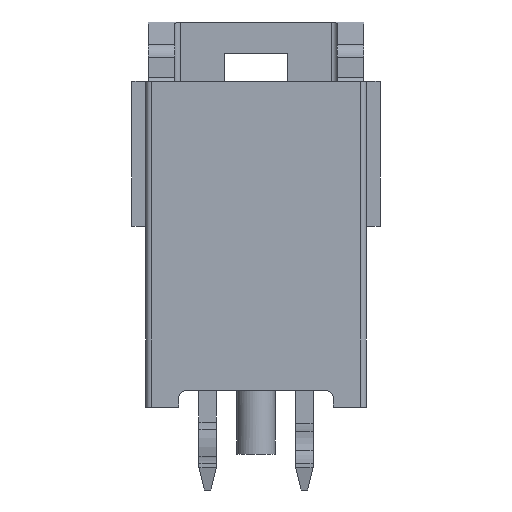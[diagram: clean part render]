
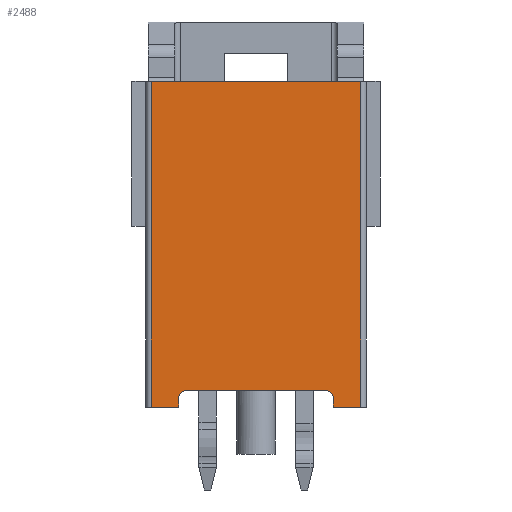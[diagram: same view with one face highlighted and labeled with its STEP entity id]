
A CAD part, front view. The second image highlights one B-rep face of the part: STEP entity #2488.
In plain terms, the highlighted planar face has unit normal (0, -1, 0).
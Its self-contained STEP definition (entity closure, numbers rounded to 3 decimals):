
#1=DIRECTION('',(0.,0.,-1.));
#2=VECTOR('',#1,11.8);
#3=CARTESIAN_POINT('',(-3.8,-2.675,5.9));
#4=LINE('',#3,#2);
#5=DIRECTION('',(1.,0.,0.));
#6=VECTOR('',#5,7.6);
#7=CARTESIAN_POINT('',(-3.8,-2.675,5.9));
#8=LINE('',#7,#6);
#9=DIRECTION('',(0.,0.,1.));
#10=VECTOR('',#9,11.8);
#11=CARTESIAN_POINT('',(3.8,-2.675,-5.9));
#12=LINE('',#11,#10);
#13=DIRECTION('',(-1.,0.,0.));
#14=VECTOR('',#13,1.);
#15=CARTESIAN_POINT('',(3.8,-2.675,-5.9));
#16=LINE('',#15,#14);
#17=DIRECTION('',(0.,0.,1.));
#18=VECTOR('',#17,0.35);
#19=CARTESIAN_POINT('',(2.8,-2.675,-5.9));
#20=LINE('',#19,#18);
#21=CARTESIAN_POINT('',(2.55,-2.675,-5.55));
#22=DIRECTION('',(0.,1.,0.));
#23=DIRECTION('',(0.,0.,1.));
#24=AXIS2_PLACEMENT_3D('',#21,#22,#23);
#26=DIRECTION('',(1.,0.,0.));
#27=VECTOR('',#26,2.432);
#28=CARTESIAN_POINT('',(0.118,-2.675,-5.3));
#29=LINE('',#28,#27);
#30=DIRECTION('',(-1.,0.,0.));
#31=VECTOR('',#30,0.236);
#32=CARTESIAN_POINT('',(0.118,-2.675,-5.3));
#33=LINE('',#32,#31);
#34=DIRECTION('',(1.,0.,0.));
#35=VECTOR('',#34,2.432);
#36=CARTESIAN_POINT('',(-2.55,-2.675,-5.3));
#37=LINE('',#36,#35);
#38=CARTESIAN_POINT('',(-2.55,-2.675,-5.55));
#39=DIRECTION('',(0.,1.,0.));
#40=DIRECTION('',(-1.,0.,0.));
#41=AXIS2_PLACEMENT_3D('',#38,#39,#40);
#43=DIRECTION('',(0.,0.,1.));
#44=VECTOR('',#43,0.35);
#45=CARTESIAN_POINT('',(-2.8,-2.675,-5.9));
#46=LINE('',#45,#44);
#47=DIRECTION('',(-1.,0.,0.));
#48=VECTOR('',#47,1.);
#49=CARTESIAN_POINT('',(-2.8,-2.675,-5.9));
#50=LINE('',#49,#48);
#1913=CARTESIAN_POINT('',(-2.8,-2.675,-5.9));
#1914=CARTESIAN_POINT('',(-2.8,-2.675,-5.55));
#1915=VERTEX_POINT('',#1913);
#1916=VERTEX_POINT('',#1914);
#1917=CARTESIAN_POINT('',(-2.55,-2.675,-5.3));
#1918=VERTEX_POINT('',#1917);
#1919=CARTESIAN_POINT('',(2.55,-2.675,-5.3));
#1920=CARTESIAN_POINT('',(2.8,-2.675,-5.55));
#1921=VERTEX_POINT('',#1919);
#1922=VERTEX_POINT('',#1920);
#1923=CARTESIAN_POINT('',(2.8,-2.675,-5.9));
#1924=VERTEX_POINT('',#1923);
#2229=CARTESIAN_POINT('',(0.118,-2.675,-5.3));
#2230=CARTESIAN_POINT('',(-0.118,-2.675,-5.3));
#2231=VERTEX_POINT('',#2229);
#2232=VERTEX_POINT('',#2230);
#2405=CARTESIAN_POINT('',(-3.8,-2.675,-5.9));
#2407=VERTEX_POINT('',#2405);
#2411=CARTESIAN_POINT('',(-3.8,-2.675,5.9));
#2412=VERTEX_POINT('',#2411);
#2421=CARTESIAN_POINT('',(3.8,-2.675,5.9));
#2423=VERTEX_POINT('',#2421);
#2427=CARTESIAN_POINT('',(3.8,-2.675,-5.9));
#2428=VERTEX_POINT('',#2427);
#2457=CARTESIAN_POINT('',(0.,-2.675,0.));
#2458=DIRECTION('',(0.,1.,0.));
#2459=DIRECTION('',(1.,0.,0.));
#2460=AXIS2_PLACEMENT_3D('',#2457,#2458,#2459);
#2461=PLANE('',#2460);
#2463=ORIENTED_EDGE('',*,*,#2462,.F.);
#2465=ORIENTED_EDGE('',*,*,#2464,.T.);
#2467=ORIENTED_EDGE('',*,*,#2466,.F.);
#2469=ORIENTED_EDGE('',*,*,#2468,.T.);
#2471=ORIENTED_EDGE('',*,*,#2470,.T.);
#2473=ORIENTED_EDGE('',*,*,#2472,.F.);
#2475=ORIENTED_EDGE('',*,*,#2474,.F.);
#2477=ORIENTED_EDGE('',*,*,#2476,.T.);
#2479=ORIENTED_EDGE('',*,*,#2478,.F.);
#2481=ORIENTED_EDGE('',*,*,#2480,.F.);
#2483=ORIENTED_EDGE('',*,*,#2482,.F.);
#2485=ORIENTED_EDGE('',*,*,#2484,.T.);
#2486=EDGE_LOOP('',(#2463,#2465,#2467,#2469,#2471,#2473,#2475,#2477,#2479,#2481,
#2483,#2485));
#2487=FACE_OUTER_BOUND('',#2486,.F.);
#2488=ADVANCED_FACE('',(#2487),#2461,.F.);
#25=CIRCLE('',#24,0.25);
#42=CIRCLE('',#41,0.25);
#2462=EDGE_CURVE('',#2412,#2407,#4,.T.);
#2464=EDGE_CURVE('',#2412,#2423,#8,.T.);
#2466=EDGE_CURVE('',#2428,#2423,#12,.T.);
#2468=EDGE_CURVE('',#2428,#1924,#16,.T.);
#2470=EDGE_CURVE('',#1924,#1922,#20,.T.);
#2472=EDGE_CURVE('',#1921,#1922,#25,.T.);
#2474=EDGE_CURVE('',#2231,#1921,#29,.T.);
#2476=EDGE_CURVE('',#2231,#2232,#33,.T.);
#2478=EDGE_CURVE('',#1918,#2232,#37,.T.);
#2480=EDGE_CURVE('',#1916,#1918,#42,.T.);
#2482=EDGE_CURVE('',#1915,#1916,#46,.T.);
#2484=EDGE_CURVE('',#1915,#2407,#50,.T.);
